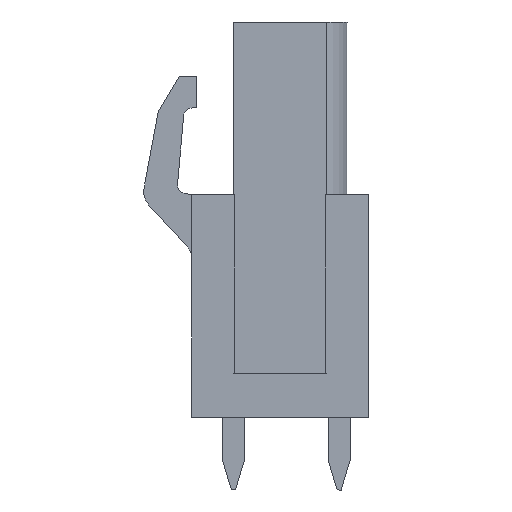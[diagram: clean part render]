
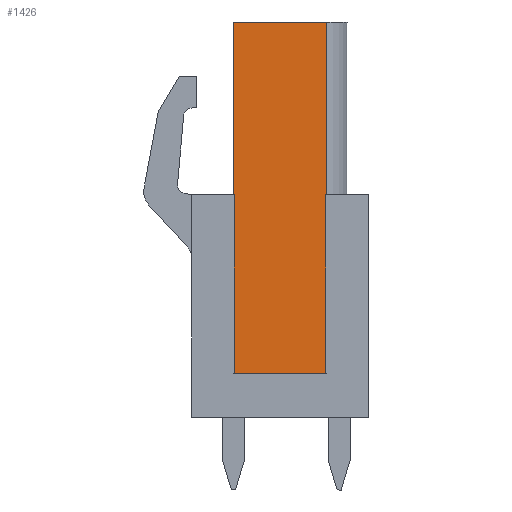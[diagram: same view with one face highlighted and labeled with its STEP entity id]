
A CAD part, left-side view. The second image highlights one B-rep face of the part: STEP entity #1426.
In plain terms, the highlighted planar face has unit normal (-1, 0, 0).
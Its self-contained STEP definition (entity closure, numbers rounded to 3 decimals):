
#1426 = ADVANCED_FACE( '', ( #3101 ), #3102, .F. );
#3101 = FACE_OUTER_BOUND( '', #5848, .T. );
#3102 = PLANE( '', #5849 );
#5848 = EDGE_LOOP( '', ( #10134, #10135, #10136, #10137, #10138, #10139, #10140, #10141 ) );
#5849 = AXIS2_PLACEMENT_3D( '', #10142, #10143, #10144 );
#10134 = ORIENTED_EDGE( '', *, *, #13848, .T. );
#10135 = ORIENTED_EDGE( '', *, *, #13849, .T. );
#10136 = ORIENTED_EDGE( '', *, *, #12718, .T. );
#10137 = ORIENTED_EDGE( '', *, *, #13850, .F. );
#10138 = ORIENTED_EDGE( '', *, *, #13851, .F. );
#10139 = ORIENTED_EDGE( '', *, *, #12572, .F. );
#10140 = ORIENTED_EDGE( '', *, *, #13852, .T. );
#10141 = ORIENTED_EDGE( '', *, *, #13159, .T. );
#10142 = CARTESIAN_POINT( '', ( -15.2, -3.25, 5.35 ) );
#10143 = DIRECTION( '', ( 1., 0., 0. ) );
#10144 = DIRECTION( '', ( 0., 0., -1. ) );
#12572 = EDGE_CURVE( '', #14934, #14930, #14936, .T. );
#12718 = EDGE_CURVE( '', #15198, #15196, #15199, .T. );
#13159 = EDGE_CURVE( '', #15925, #15922, #15926, .T. );
#13848 = EDGE_CURVE( '', #15922, #16886, #16887, .T. );
#13849 = EDGE_CURVE( '', #16886, #15198, #16888, .T. );
#13850 = EDGE_CURVE( '', #16889, #15196, #16890, .T. );
#13851 = EDGE_CURVE( '', #14930, #16889, #16891, .T. );
#13852 = EDGE_CURVE( '', #14934, #15925, #16892, .T. );
#14930 = VERTEX_POINT( '', #18277 );
#14934 = VERTEX_POINT( '', #18283 );
#14936 = LINE( '', #18286, #18287 );
#15196 = VERTEX_POINT( '', #18647 );
#15198 = VERTEX_POINT( '', #18650 );
#15199 = LINE( '', #18651, #18652 );
#15922 = VERTEX_POINT( '', #19700 );
#15925 = VERTEX_POINT( '', #19704 );
#15926 = LINE( '', #19705, #19706 );
#16886 = VERTEX_POINT( '', #21115 );
#16887 = LINE( '', #21116, #21117 );
#16888 = LINE( '', #21118, #21119 );
#16889 = VERTEX_POINT( '', #21120 );
#16890 = LINE( '', #21121, #21122 );
#16891 = LINE( '', #21123, #21124 );
#16892 = LINE( '', #21125, #21126 );
#18277 = CARTESIAN_POINT( '', ( -15.2, 2.65, 5.35 ) );
#18283 = CARTESIAN_POINT( '', ( -15.2, 2.65, -3.25 ) );
#18286 = CARTESIAN_POINT( '', ( -15.2, 2.65, -3.25 ) );
#18287 = VECTOR( '', #22239, 1000. );
#18647 = CARTESIAN_POINT( '', ( -15.2, 2.25, 13.65 ) );
#18650 = CARTESIAN_POINT( '', ( -15.2, -2.25, 13.65 ) );
#18651 = CARTESIAN_POINT( '', ( -15.2, -3.25, 13.65 ) );
#18652 = VECTOR( '', #22422, 1000. );
#19700 = CARTESIAN_POINT( '', ( -15.2, -2.65, 5.35 ) );
#19704 = CARTESIAN_POINT( '', ( -15.2, -2.65, -3.25 ) );
#19705 = CARTESIAN_POINT( '', ( -15.2, -2.65, -3.25 ) );
#19706 = VECTOR( '', #22870, 1000. );
#21115 = CARTESIAN_POINT( '', ( -15.2, -2.25, 5.35 ) );
#21116 = CARTESIAN_POINT( '', ( -15.2, -3.25, 5.35 ) );
#21117 = VECTOR( '', #23515, 1000. );
#21118 = CARTESIAN_POINT( '', ( -15.2, -2.25, 5.35 ) );
#21119 = VECTOR( '', #23516, 1000. );
#21120 = CARTESIAN_POINT( '', ( -15.2, 2.25, 5.35 ) );
#21121 = CARTESIAN_POINT( '', ( -15.2, 2.25, 5.35 ) );
#21122 = VECTOR( '', #23517, 1000. );
#21123 = CARTESIAN_POINT( '', ( -15.2, 2.65, 5.35 ) );
#21124 = VECTOR( '', #23518, 1000. );
#21125 = CARTESIAN_POINT( '', ( -15.2, 2.65, -3.25 ) );
#21126 = VECTOR( '', #23519, 1000. );
#22239 = DIRECTION( '', ( 0., 0., 1. ) );
#22422 = DIRECTION( '', ( 0., 1., 0. ) );
#22870 = DIRECTION( '', ( 0., 0., 1. ) );
#23515 = DIRECTION( '', ( 0., 1., 0. ) );
#23516 = DIRECTION( '', ( 0., 0., 1. ) );
#23517 = DIRECTION( '', ( 0., 0., 1. ) );
#23518 = DIRECTION( '', ( 0., -1., 0. ) );
#23519 = DIRECTION( '', ( 0., -1., 0. ) );
